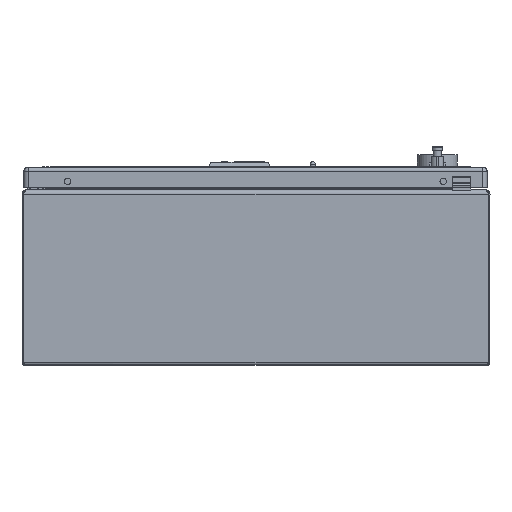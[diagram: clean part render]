
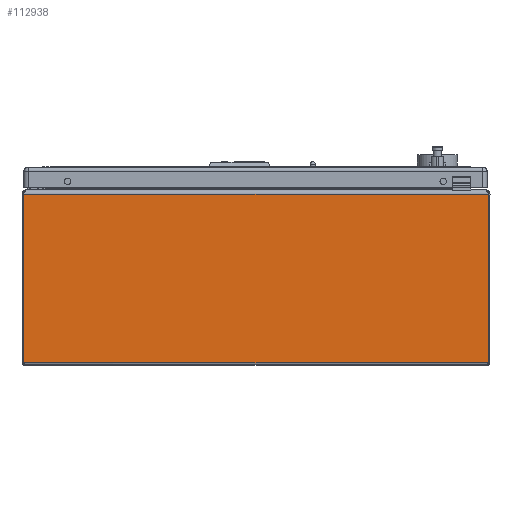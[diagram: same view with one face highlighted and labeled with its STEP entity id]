
A CAD part, front view. The second image highlights one B-rep face of the part: STEP entity #112938.
In plain terms, the highlighted planar face has unit normal (0, -1, 0).
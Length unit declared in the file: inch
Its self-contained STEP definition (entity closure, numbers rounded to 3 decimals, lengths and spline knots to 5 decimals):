
#2693 = DIRECTION ( 'NONE',  ( 0., -1., 0. ) ) ;
#4922 = ORIENTED_EDGE ( 'NONE', *, *, #149417, .T. ) ;
#6636 = CARTESIAN_POINT ( 'NONE',  ( 7.94693, -10., 0.097 ) ) ;
#19396 = CARTESIAN_POINT ( 'NONE',  ( -108., -10., 5.859 ) ) ;
#40957 = CARTESIAN_POINT ( 'NONE',  ( 7.94693, -10., 5.859 ) ) ;
#43869 = VECTOR ( 'NONE', #173716, 39.37008 ) ;
#45053 = CARTESIAN_POINT ( 'NONE',  ( -7.94693, -10., 0.097 ) ) ;
#47310 = EDGE_CURVE ( 'NONE', #112192, #100065, #129028, .T. ) ;
#49940 = LINE ( 'NONE', #40957, #87082 ) ;
#56538 = DIRECTION ( 'NONE',  ( 0., 0., 1. ) ) ;
#71942 = CARTESIAN_POINT ( 'NONE',  ( -108., -10., 5.859 ) ) ;
#83746 = EDGE_LOOP ( 'NONE', ( #117778, #96274, #4922, #116309 ) ) ;
#87082 = VECTOR ( 'NONE', #101340, 39.37008 ) ;
#87221 = EDGE_CURVE ( 'NONE', #136109, #131327, #123974, .T. ) ;
#96274 = ORIENTED_EDGE ( 'NONE', *, *, #87221, .F. ) ;
#96795 = CARTESIAN_POINT ( 'NONE',  ( -7.94693, -10., 5.859 ) ) ;
#100065 = VERTEX_POINT ( 'NONE', #96795 ) ;
#101340 = DIRECTION ( 'NONE',  ( 0., 0., 1. ) ) ;
#109294 = VECTOR ( 'NONE', #56538, 39.37008 ) ;
#112192 = VERTEX_POINT ( 'NONE', #115615 ) ;
#112938 = ADVANCED_FACE ( 'NONE', ( #149805 ), #137175, .T. ) ;
#114757 = VECTOR ( 'NONE', #184285, 39.37008 ) ;
#115615 = CARTESIAN_POINT ( 'NONE',  ( 7.94693, -10., 5.859 ) ) ;
#116309 = ORIENTED_EDGE ( 'NONE', *, *, #47310, .T. ) ;
#117778 = ORIENTED_EDGE ( 'NONE', *, *, #121051, .F. ) ;
#121051 = EDGE_CURVE ( 'NONE', #131327, #100065, #189697, .T. ) ;
#123974 = LINE ( 'NONE', #142446, #114757 ) ;
#129028 = LINE ( 'NONE', #71942, #43869 ) ;
#131327 = VERTEX_POINT ( 'NONE', #45053 ) ;
#136109 = VERTEX_POINT ( 'NONE', #6636 ) ;
#137175 = PLANE ( 'NONE',  #187843 ) ;
#137695 = CARTESIAN_POINT ( 'NONE',  ( -7.94693, -10., 5.859 ) ) ;
#142446 = CARTESIAN_POINT ( 'NONE',  ( -8., -10., 0.097 ) ) ;
#149417 = EDGE_CURVE ( 'NONE', #136109, #112192, #49940, .T. ) ;
#149805 = FACE_OUTER_BOUND ( 'NONE', #83746, .T. ) ;
#173716 = DIRECTION ( 'NONE',  ( -1., 0., 0. ) ) ;
#180860 = DIRECTION ( 'NONE',  ( 0., 0., -1. ) ) ;
#184285 = DIRECTION ( 'NONE',  ( -1., 0., 0. ) ) ;
#187843 = AXIS2_PLACEMENT_3D ( 'NONE', #19396, #2693, #180860 ) ;
#189697 = LINE ( 'NONE', #137695, #109294 ) ;
